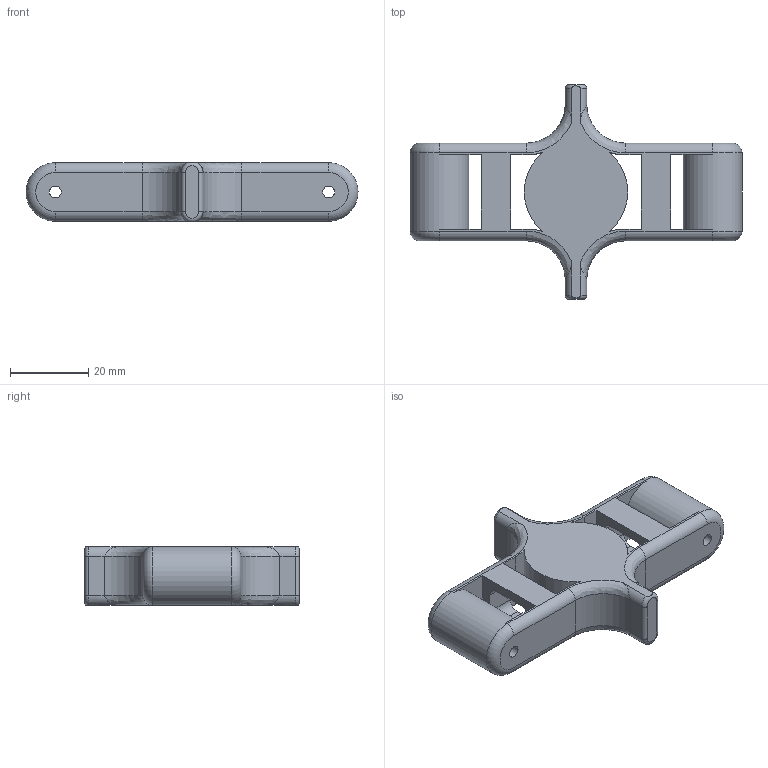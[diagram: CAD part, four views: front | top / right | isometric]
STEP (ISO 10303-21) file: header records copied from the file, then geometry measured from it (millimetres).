
FILE_DESCRIPTION(/* description */ (''),/* implementation_level */ '2;1');
FILE_NAME(/* name */ 'Lifting Beam Blank.stp',/* time_stamp */ '2016-12-09T12:26:35-08:00',/* author */ (''),/* organization */ (''),/* preprocessor_version */ 'ST-DEVELOPER v15.2',/* originating_system */ 'Autodesk Translator Framework v2.0.0.5431',/* authorisation */ '');
FILE_SCHEMA (('AUTOMOTIVE_DESIGN { 1 0 10303 214 3 1 1 }'));
Length unit declared in the file: centimetre
Products named in the file (1): (Unsaved)
Bounding box: 85 x 55 x 15 mm (x, y, z)
Volume: 25958.2 mm3; surface area: 10660.5 mm2
Topology: 1 solids, 1 shells, 90 faces, 240 edges, 148 vertices
Faces by surface type: cylinder 42, plane 32, torus 8, bspline 8
Full cylindrical faces by diameter (mm): 3 x2, 15 x2
Entity records: 3187 total; most frequent: CARTESIAN_POINT 911, ORIENTED_EDGE 472, DIRECTION 470, EDGE_CURVE 236, AXIS2_PLACEMENT_3D 171, VERTEX_POINT 148, LINE 128, VECTOR 128
